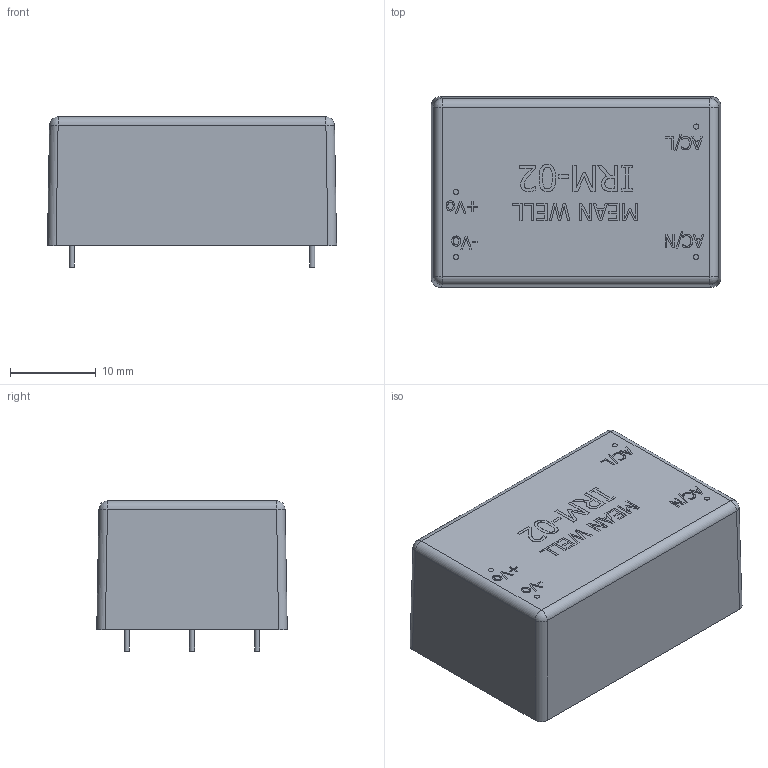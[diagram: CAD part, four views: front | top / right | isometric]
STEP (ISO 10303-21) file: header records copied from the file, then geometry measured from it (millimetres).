
FILE_DESCRIPTION(/* description */ (''),/* implementation_level */ '2;1');
FILE_NAME(/* name */ 'Mean Well IRM-02 TH.stp',/* time_stamp */ '2019-03-25T00:10:31+03:00',/* author */ ('Boris'),/* organization */ (''),/* preprocessor_version */ 'ST-DEVELOPER v17.2',/* originating_system */ 'Autodesk Inventor 2019',/* authorisation */ '');
FILE_SCHEMA (('AUTOMOTIVE_DESIGN { 1 0 10303 214 3 1 1 }'));
Length unit declared in the file: millimetre
Products named in the file (1): Mean Well IRM-02 TH
Bounding box: 33.7 x 22.2 x 17.5 mm (x, y, z)
Volume: 10939.6 mm3; surface area: 3106.1 mm2
Topology: 1 solids, 1 shells, 364 faces, 939 edges, 622 vertices
Faces by surface type: plane 264, bspline 78, cylinder 18, sphere 4
Full cylindrical faces by diameter (mm): 0.6 x8, 4.5 x2
Entity records: 11427 total; most frequent: CARTESIAN_POINT 2940, ORIENTED_EDGE 1878, DIRECTION 1393, EDGE_CURVE 939, LINE 747, VECTOR 747, VERTEX_POINT 622, EDGE_LOOP 409
